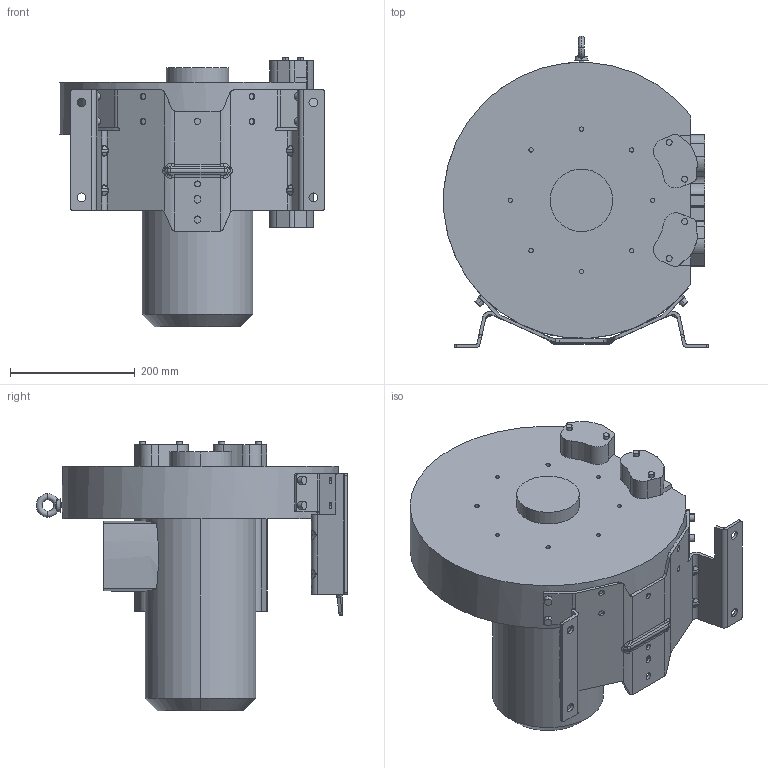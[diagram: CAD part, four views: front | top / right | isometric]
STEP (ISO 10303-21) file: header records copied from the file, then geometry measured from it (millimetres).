
FILE_DESCRIPTION (( 'STEP AP203' ), '1' );
FILE_NAME ('4RB610-0AQ16-1.STEP', '2025-05-15T06:41:32', ( '' ), ( '' ), 'SwSTEP 2.0', 'SolidWorks 2025', '' );
FILE_SCHEMA (( 'CONFIG_CONTROL_DESIGN' ));
Length unit declared in the file: millimetre
Products named in the file (1): 4RB610-0AQ16-1
Bounding box: 423.45 x 498.78 x 432.08 mm (x, y, z)
Volume: 22949620.8 mm3; surface area: 916428.2 mm2
Topology: 1 solids, 1 shells, 504 faces, 1294 edges, 823 vertices
Faces by surface type: cylinder 244, plane 160, bspline 79, torus 10, cone 7, sphere 4
Entity records: 24031 total; most frequent: CARTESIAN_POINT 12664, ORIENTED_EDGE 2580, DIRECTION 2033, EDGE_CURVE 1290, VERTEX_POINT 823, AXIS2_PLACEMENT_3D 778, EDGE_LOOP 563, ADVANCED_FACE 504
